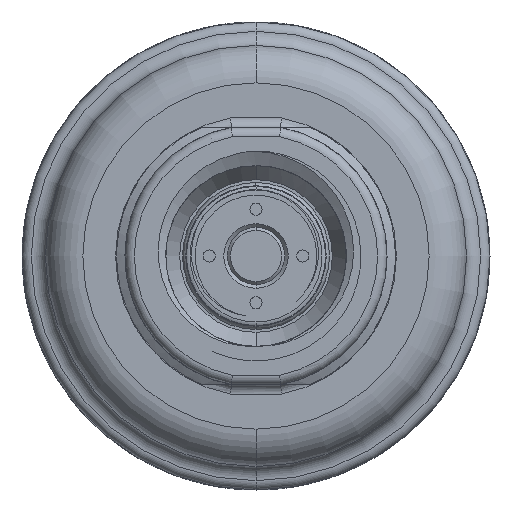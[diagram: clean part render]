
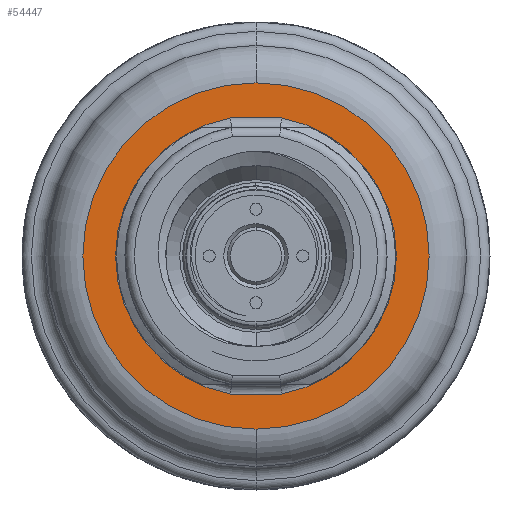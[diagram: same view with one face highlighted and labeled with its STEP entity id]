
A CAD part, front view. The second image highlights one B-rep face of the part: STEP entity #54447.
In plain terms, the highlighted planar face has unit normal (0, -1, 0).
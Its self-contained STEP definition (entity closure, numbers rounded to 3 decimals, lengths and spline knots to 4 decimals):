
#18691=CARTESIAN_POINT('',(0.,-0.1181,0.));
#18692=DIRECTION('',(0.,-1.,0.));
#18693=DIRECTION('',(0.,0.,-1.));
#18694=AXIS2_PLACEMENT_3D('',#18691,#18692,#18693);
#18696=CARTESIAN_POINT('',(0.,-0.1181,0.));
#18697=DIRECTION('',(0.,-1.,0.));
#18698=DIRECTION('',(0.,0.,1.));
#18699=AXIS2_PLACEMENT_3D('',#18696,#18697,#18698);
#18701=CARTESIAN_POINT('',(0.,-0.1181,0.));
#18702=DIRECTION('',(0.,-1.,0.));
#18703=DIRECTION('',(-0.182,0.,0.983));
#18704=AXIS2_PLACEMENT_3D('',#18701,#18702,#18703);
#18706=DIRECTION('',(1.,0.,0.));
#18707=VECTOR('',#18706,0.2147);
#18708=CARTESIAN_POINT('',(-0.1074,-0.1181,
-0.5807));
#18709=LINE('',#18708,#18707);
#18710=CARTESIAN_POINT('',(0.,-0.1181,0.));
#18711=DIRECTION('',(0.,-1.,0.));
#18712=DIRECTION('',(0.182,0.,-0.983));
#18713=AXIS2_PLACEMENT_3D('',#18710,#18711,#18712);
#18715=DIRECTION('',(-1.,0.,0.));
#18716=VECTOR('',#18715,0.2147);
#18717=CARTESIAN_POINT('',(0.1074,-0.1181,
0.5807));
#18718=LINE('',#18717,#18716);
#32276=CARTESIAN_POINT('',(-0.1074,-0.1181,
0.5807));
#32277=CARTESIAN_POINT('',(-0.1074,-0.1181,
-0.5807));
#32278=VERTEX_POINT('',#32276);
#32279=VERTEX_POINT('',#32277);
#32284=CARTESIAN_POINT('',(0.1074,-0.1181,
-0.5807));
#32285=CARTESIAN_POINT('',(0.1074,-0.1181,
0.5807));
#32286=VERTEX_POINT('',#32284);
#32287=VERTEX_POINT('',#32285);
#32617=CARTESIAN_POINT('',(0.,-0.1181,-0.7283));
#32618=CARTESIAN_POINT('',(0.,-0.1181,0.7283));
#32619=VERTEX_POINT('',#32617);
#32620=VERTEX_POINT('',#32618);
#54427=CARTESIAN_POINT('',(0.,-0.1181,0.));
#54428=DIRECTION('',(0.,-1.,0.));
#54429=DIRECTION('',(0.,0.,1.));
#54430=AXIS2_PLACEMENT_3D('',#54427,#54428,#54429);
#54431=PLANE('',#54430);
#54433=ORIENTED_EDGE('',*,*,#54432,.F.);
#54435=ORIENTED_EDGE('',*,*,#54434,.F.);
#54436=EDGE_LOOP('',(#54433,#54435));
#54437=FACE_OUTER_BOUND('',#54436,.F.);
#54438=ORIENTED_EDGE('',*,*,#54417,.T.);
#54440=ORIENTED_EDGE('',*,*,#54439,.T.);
#54442=ORIENTED_EDGE('',*,*,#54441,.T.);
#54444=ORIENTED_EDGE('',*,*,#54443,.T.);
#54445=EDGE_LOOP('',(#54438,#54440,#54442,#54444));
#54446=FACE_BOUND('',#54445,.F.);
#54447=ADVANCED_FACE('',(#54437,#54446),#54431,.T.);
#18695=CIRCLE('',#18694,0.7283);
#18700=CIRCLE('',#18699,0.7283);
#18705=CIRCLE('',#18704,0.5906);
#18714=CIRCLE('',#18713,0.5906);
#54417=EDGE_CURVE('',#32278,#32279,#18705,.T.);
#54432=EDGE_CURVE('',#32619,#32620,#18695,.T.);
#54434=EDGE_CURVE('',#32620,#32619,#18700,.T.);
#54439=EDGE_CURVE('',#32279,#32286,#18709,.T.);
#54441=EDGE_CURVE('',#32286,#32287,#18714,.T.);
#54443=EDGE_CURVE('',#32287,#32278,#18718,.T.);
